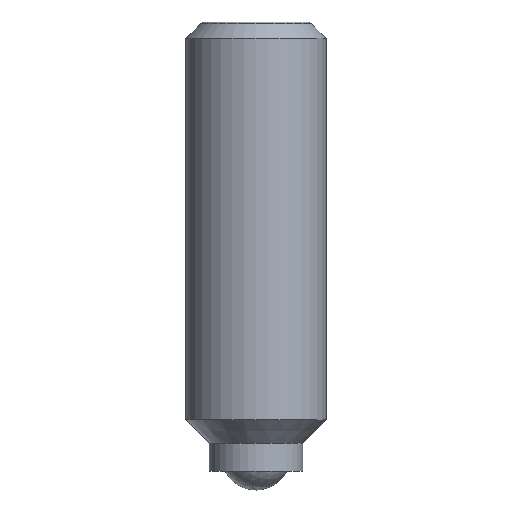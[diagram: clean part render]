
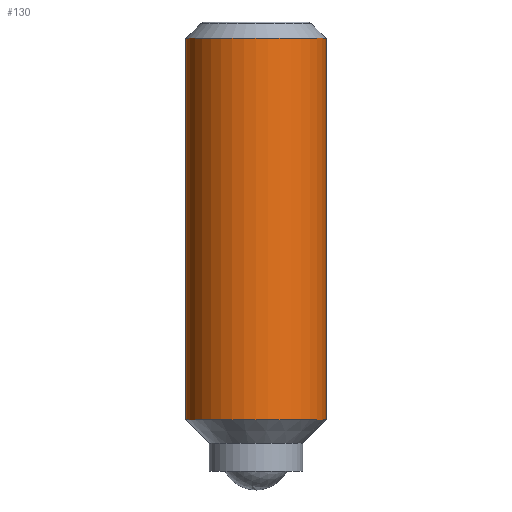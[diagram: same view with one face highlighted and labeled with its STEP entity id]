
A CAD part, front view. The second image highlights one B-rep face of the part: STEP entity #130.
In plain terms, the highlighted cylindrical face has radius 1.5 mm (diameter 3 mm), a partial arc.
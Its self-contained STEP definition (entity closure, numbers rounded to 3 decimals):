
#130=ADVANCED_FACE('',(#343),#344,.T.);
#170=EDGE_CURVE('',#252,#318,#392,.T.);
#202=EDGE_CURVE('',#318,#314,#424,.T.);
#230=EDGE_CURVE('',#252,#238,#455,.T.);
#238=VERTEX_POINT('',#463);
#248=EDGE_CURVE('',#314,#238,#474,.T.);
#252=VERTEX_POINT('',#479);
#314=VERTEX_POINT('',#549);
#318=VERTEX_POINT('',#554);
#343=FACE_OUTER_BOUND('',#571,.T.);
#344=CYLINDRICAL_SURFACE('',#572,1.5);
#392=LINE('',#632,#633);
#424=CIRCLE('',#696,1.5);
#455=CIRCLE('',#738,1.5);
#463=CARTESIAN_POINT('',(-1.5,0.,-0.35));
#474=LINE('',#775,#776);
#479=CARTESIAN_POINT('',(1.5,0.0,-0.35));
#549=CARTESIAN_POINT('',(-1.5,0.,-8.5));
#554=CARTESIAN_POINT('',(1.5,0.0,-8.5));
#571=EDGE_LOOP('',(#910,#911,#912,#913));
#572=AXIS2_PLACEMENT_3D('',#914,#915,#916);
#632=CARTESIAN_POINT('',(1.5,0.,-4.425));
#633=VECTOR('',#1000,1.0);
#696=AXIS2_PLACEMENT_3D('',#1006,#1007,#1008);
#738=AXIS2_PLACEMENT_3D('',#1043,#1044,#1045);
#775=CARTESIAN_POINT('',(-1.5,0.,-4.425));
#776=VECTOR('',#1060,1.0);
#910=ORIENTED_EDGE('',*,*,#170,.F.);
#911=ORIENTED_EDGE('',*,*,#230,.T.);
#912=ORIENTED_EDGE('',*,*,#248,.F.);
#913=ORIENTED_EDGE('',*,*,#202,.F.);
#914=CARTESIAN_POINT('',(0.0,0.0,-4.425));
#915=DIRECTION('',(-0.0,-0.0,1.0));
#916=DIRECTION('',(1.0,0.0,0.0));
#1000=DIRECTION('',(0.0,0.0,-1.0));
#1006=CARTESIAN_POINT('',(0.0,0.0,-8.5));
#1007=DIRECTION('',(0.0,0.0,-1.0));
#1008=DIRECTION('',(1.0,0.0,0.0));
#1043=CARTESIAN_POINT('',(0.0,0.0,-0.35));
#1044=DIRECTION('',(0.0,0.0,-1.0));
#1045=DIRECTION('',(1.0,0.0,0.0));
#1060=DIRECTION('',(-0.0,-0.0,1.0));
